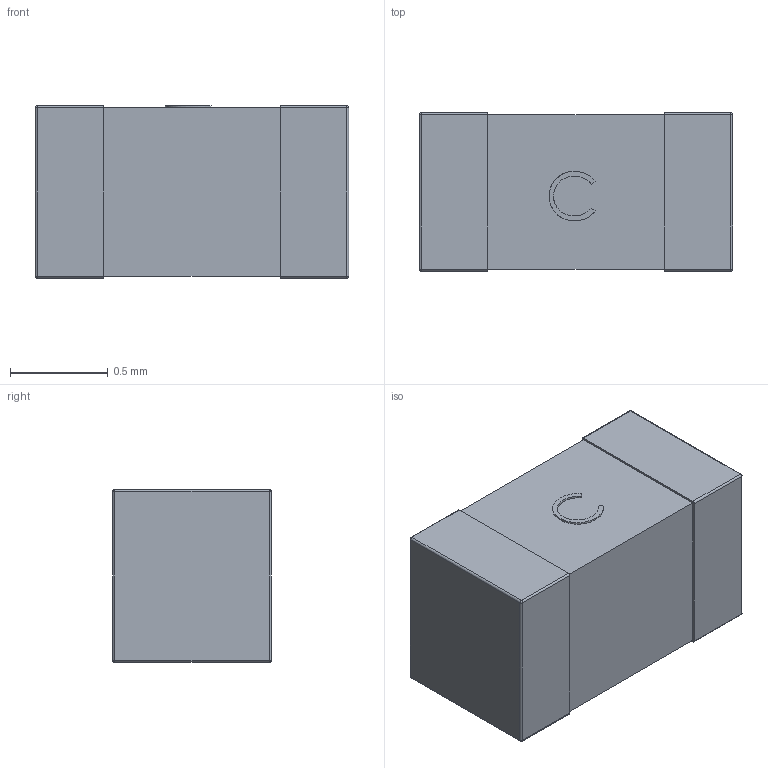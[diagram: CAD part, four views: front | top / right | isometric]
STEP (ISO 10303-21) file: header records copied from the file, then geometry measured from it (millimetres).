
FILE_DESCRIPTION (( 'STEP AP214' ), '1' );
FILE_NAME ('0603_Cmo.STEP', '2021-03-26T03:54:57', ( 'China' ), ( 'Microsoft' ), 'SwSTEP 2.0', 'SolidWorks 2016', '' );
FILE_SCHEMA (( 'AUTOMOTIVE_DESIGN' ));
Length unit declared in the file: millimetre
Products named in the file (1): 0603_Cmo
Bounding box: 1.6 x 0.81 x 0.88 mm (x, y, z)
Volume: 1.1 mm3; surface area: 6.8 mm2
Topology: 1 solids, 1 shells, 52 faces, 125 edges, 70 vertices
Faces by surface type: plane 19, bspline 17, cylinder 16
Entity records: 2295 total; most frequent: CARTESIAN_POINT 867, ORIENTED_EDGE 234, DIRECTION 203, EDGE_CURVE 117, VERTEX_POINT 70, AXIS2_PLACEMENT_3D 68, VECTOR 67, LINE 67
